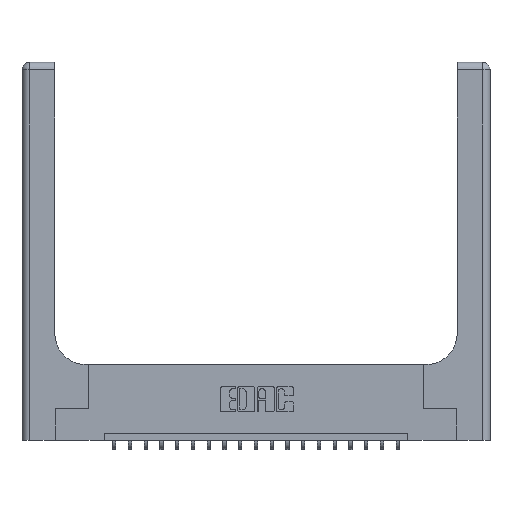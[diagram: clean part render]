
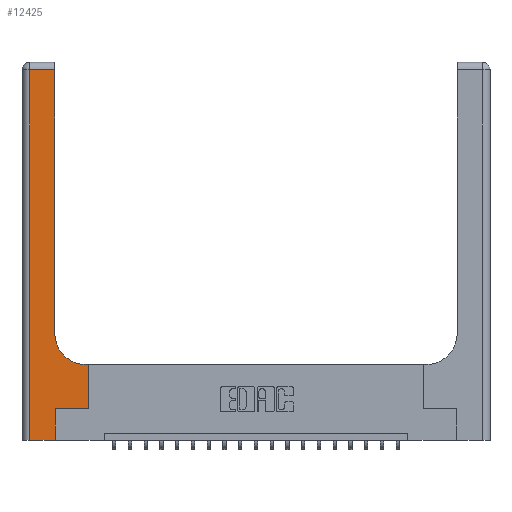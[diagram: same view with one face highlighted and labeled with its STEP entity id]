
A CAD part, top view. The second image highlights one B-rep face of the part: STEP entity #12425.
In plain terms, the highlighted planar face has unit normal (0, 0, 1).
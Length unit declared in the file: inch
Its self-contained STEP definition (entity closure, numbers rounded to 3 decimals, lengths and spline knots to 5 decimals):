
#149 = ORIENTED_EDGE ( 'NONE', *, *, #10435, .T. ) ;
#745 = VERTEX_POINT ( 'NONE', #8748 ) ;
#1206 = AXIS2_PLACEMENT_3D ( 'NONE', #5873, #2648, #16937 ) ;
#1256 = EDGE_CURVE ( 'NONE', #2700, #5173, #10688, .T. ) ;
#1274 = LINE ( 'NONE', #16996, #8551 ) ;
#1390 = CARTESIAN_POINT ( 'NONE',  ( 0.06, 3., 0.37 ) ) ;
#1515 = ORIENTED_EDGE ( 'NONE', *, *, #18470, .T. ) ;
#1809 = ORIENTED_EDGE ( 'NONE', *, *, #18252, .T. ) ;
#1813 = ORIENTED_EDGE ( 'NONE', *, *, #1256, .T. ) ;
#2007 = CIRCLE ( 'NONE', #3335, 0.25 ) ;
#2648 = DIRECTION ( 'NONE',  ( 0., 0., -1. ) ) ;
#2700 = VERTEX_POINT ( 'NONE', #10600 ) ;
#2729 = VERTEX_POINT ( 'NONE', #6575 ) ;
#3000 = VECTOR ( 'NONE', #10622, 39.37008 ) ;
#3335 = AXIS2_PLACEMENT_3D ( 'NONE', #15205, #20104, #16765 ) ;
#3390 = ORIENTED_EDGE ( 'NONE', *, *, #9997, .T. ) ;
#3509 = EDGE_CURVE ( 'NONE', #5173, #745, #12393, .T. ) ;
#5173 = VERTEX_POINT ( 'NONE', #11844 ) ;
#5873 = CARTESIAN_POINT ( 'NONE',  ( 0., 3., 0.37 ) ) ;
#6141 = VERTEX_POINT ( 'NONE', #14043 ) ;
#6168 = VECTOR ( 'NONE', #8088, 39.37008 ) ;
#6248 = DIRECTION ( 'NONE',  ( 0., 1., 0. ) ) ;
#6294 = CARTESIAN_POINT ( 'NONE',  ( 0.26, 3., 0.37 ) ) ;
#6558 = DIRECTION ( 'NONE',  ( 0., 1., 0. ) ) ;
#6575 = CARTESIAN_POINT ( 'NONE',  ( 0.265, 0.25, 0.37 ) ) ;
#6593 = DIRECTION ( 'NONE',  ( -1., 0., 0. ) ) ;
#6922 = CARTESIAN_POINT ( 'NONE',  ( 0.51, 0.6, 0.37 ) ) ;
#7034 = EDGE_CURVE ( 'NONE', #745, #9785, #12544, .T. ) ;
#7316 = VECTOR ( 'NONE', #11233, 39.37008 ) ;
#7700 = VECTOR ( 'NONE', #20254, 39.37008 ) ;
#8088 = DIRECTION ( 'NONE',  ( 1., 0., 0. ) ) ;
#8190 = CARTESIAN_POINT ( 'NONE',  ( 0., 0., 0.37 ) ) ;
#8551 = VECTOR ( 'NONE', #6248, 39.37008 ) ;
#8748 = CARTESIAN_POINT ( 'NONE',  ( 0.06, 2.94, 0.37 ) ) ;
#8785 = VECTOR ( 'NONE', #17353, 39.37008 ) ;
#9400 = CARTESIAN_POINT ( 'NONE',  ( 0.528, 0.25, 0.37 ) ) ;
#9785 = VERTEX_POINT ( 'NONE', #10555 ) ;
#9997 = EDGE_CURVE ( 'NONE', #15558, #2729, #12739, .T. ) ;
#10372 = FACE_OUTER_BOUND ( 'NONE', #16888, .T. ) ;
#10435 = EDGE_CURVE ( 'NONE', #9785, #15558, #11142, .T. ) ;
#10479 = ORIENTED_EDGE ( 'NONE', *, *, #7034, .T. ) ;
#10555 = CARTESIAN_POINT ( 'NONE',  ( 0.06, 0., 0.37 ) ) ;
#10600 = CARTESIAN_POINT ( 'NONE',  ( 0.26, 0.85, 0.37 ) ) ;
#10622 = DIRECTION ( 'NONE',  ( -1., 0., 0. ) ) ;
#10688 = LINE ( 'NONE', #6294, #8785 ) ;
#11142 = LINE ( 'NONE', #8190, #6168 ) ;
#11233 = DIRECTION ( 'NONE',  ( 1., 0., 0. ) ) ;
#11271 = CARTESIAN_POINT ( 'NONE',  ( 0.265, 0., 0.37 ) ) ;
#11844 = CARTESIAN_POINT ( 'NONE',  ( 0.26, 2.94, 0.37 ) ) ;
#12393 = LINE ( 'NONE', #20109, #3000 ) ;
#12425 = ADVANCED_FACE ( 'NONE', ( #10372 ), #15063, .F. ) ;
#12544 = LINE ( 'NONE', #1390, #7700 ) ;
#12739 = LINE ( 'NONE', #11271, #18468 ) ;
#13175 = LINE ( 'NONE', #14536, #20004 ) ;
#14043 = CARTESIAN_POINT ( 'NONE',  ( 0.528, 0.6, 0.37 ) ) ;
#14536 = CARTESIAN_POINT ( 'NONE',  ( 0.26, 0.6, 0.37 ) ) ;
#14560 = EDGE_CURVE ( 'NONE', #16489, #6141, #1274, .T. ) ;
#15063 = PLANE ( 'NONE',  #1206 ) ;
#15205 = CARTESIAN_POINT ( 'NONE',  ( 0.51, 0.85, 0.37 ) ) ;
#15558 = VERTEX_POINT ( 'NONE', #16276 ) ;
#15630 = ORIENTED_EDGE ( 'NONE', *, *, #3509, .T. ) ;
#16276 = CARTESIAN_POINT ( 'NONE',  ( 0.265, 0., 0.37 ) ) ;
#16489 = VERTEX_POINT ( 'NONE', #9400 ) ;
#16765 = DIRECTION ( 'NONE',  ( 1., 0., 0. ) ) ;
#16888 = EDGE_LOOP ( 'NONE', ( #1813, #15630, #10479, #149, #3390, #1515, #19812, #17315, #1809 ) ) ;
#16937 = DIRECTION ( 'NONE',  ( -1., 0., 0. ) ) ;
#16996 = CARTESIAN_POINT ( 'NONE',  ( 0.528, 0.25, 0.37 ) ) ;
#17315 = ORIENTED_EDGE ( 'NONE', *, *, #18967, .T. ) ;
#17353 = DIRECTION ( 'NONE',  ( 0., 1., 0. ) ) ;
#17398 = VERTEX_POINT ( 'NONE', #6922 ) ;
#18252 = EDGE_CURVE ( 'NONE', #17398, #2700, #2007, .T. ) ;
#18468 = VECTOR ( 'NONE', #6558, 39.37008 ) ;
#18470 = EDGE_CURVE ( 'NONE', #2729, #16489, #18748, .T. ) ;
#18748 = LINE ( 'NONE', #19035, #7316 ) ;
#18967 = EDGE_CURVE ( 'NONE', #6141, #17398, #13175, .T. ) ;
#19035 = CARTESIAN_POINT ( 'NONE',  ( 0.265, 0.25, 0.37 ) ) ;
#19812 = ORIENTED_EDGE ( 'NONE', *, *, #14560, .T. ) ;
#20004 = VECTOR ( 'NONE', #6593, 39.37008 ) ;
#20104 = DIRECTION ( 'NONE',  ( 0., 0., -1. ) ) ;
#20109 = CARTESIAN_POINT ( 'NONE',  ( 0., 2.94, 0.37 ) ) ;
#20254 = DIRECTION ( 'NONE',  ( 0., -1., 0. ) ) ;
